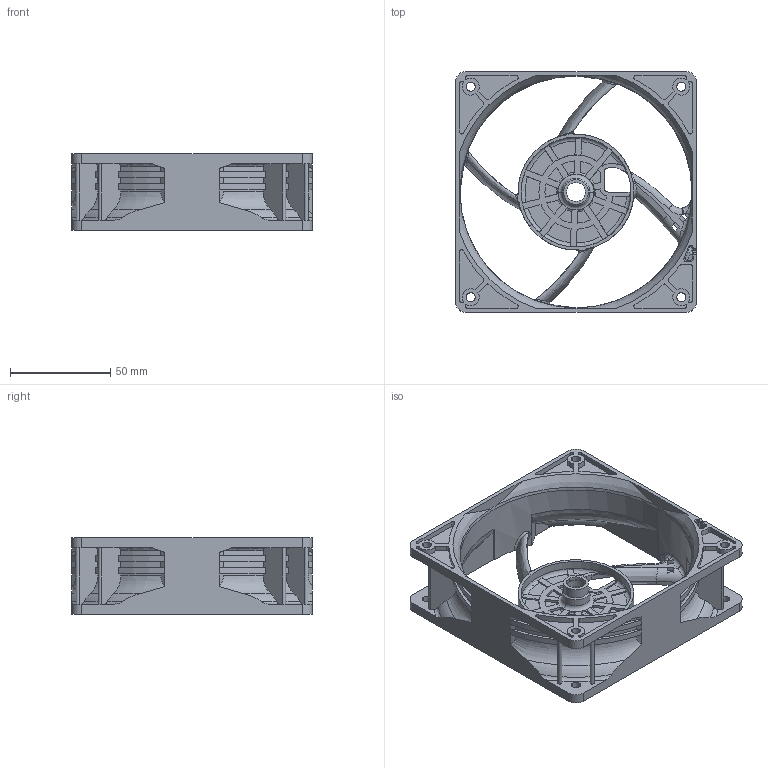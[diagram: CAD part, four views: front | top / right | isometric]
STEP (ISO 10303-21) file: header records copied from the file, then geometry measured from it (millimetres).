
FILE_DESCRIPTION((''),'2;1');
FILE_NAME('410200020002','2010-04-22T',('COMET.HSU'),(''),'PRO/ENGINEER BY PARAMETRIC TECHNOLOGY CORPORATION, 2005380','PRO/ENGINEER BY PARAMETRIC TECHNOLOGY CORPORATION, 2005380','');
FILE_SCHEMA(('CONFIG_CONTROL_DESIGN'));
Length unit declared in the file: millimetre
Products named in the file (1): 410200020002
Bounding box: 120 x 120 x 38 mm (x, y, z)
Volume: 70621.3 mm3; surface area: 60431.1 mm2
Topology: 1 solids, 1 shells, 678 faces, 1878 edges, 1212 vertices
Faces by surface type: plane 294, cylinder 218, torus 99, bspline 54, extrusion 11, cone 2
Entity records: 26636 total; most frequent: CARTESIAN_POINT 9656, ORIENTED_EDGE 3756, DIRECTION 3332, EDGE_CURVE 1878, AXIS2_PLACEMENT_3D 1216, VERTEX_POINT 1212, VECTOR 900, LINE 889
